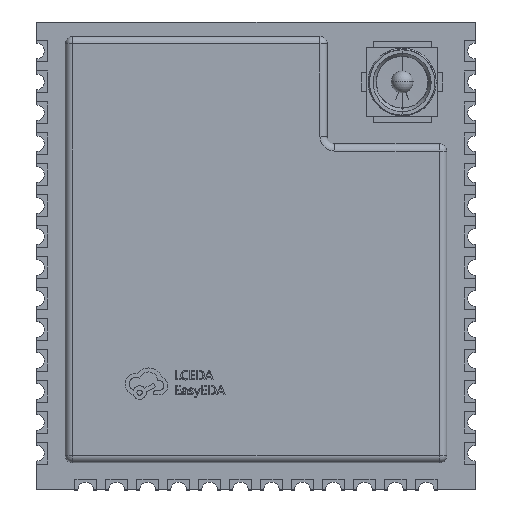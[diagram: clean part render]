
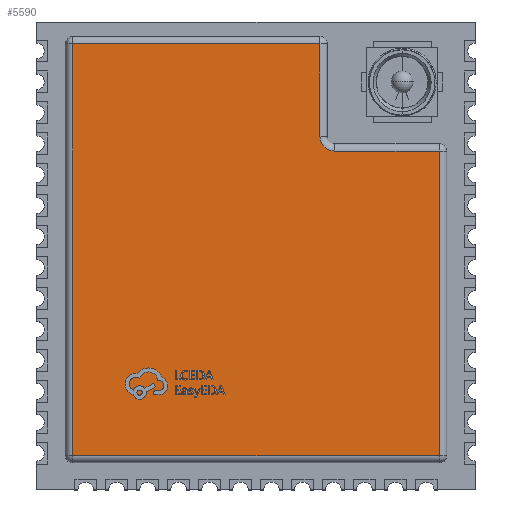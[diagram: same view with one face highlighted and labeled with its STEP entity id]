
A CAD part, top view. The second image highlights one B-rep face of the part: STEP entity #5590.
In plain terms, the highlighted planar face has unit normal (0, 0, 1).
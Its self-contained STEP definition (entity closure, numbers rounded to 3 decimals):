
#1129 = CARTESIAN_POINT ( 'NONE',  ( 7.525, 0., 3.21 ) ) ;
#2609 = EDGE_CURVE ( 'NONE', #23516, #41832, #9596, .T. ) ;
#2749 = CARTESIAN_POINT ( 'NONE',  ( 2.625, 8.7, 3.21 ) ) ;
#3243 = LINE ( 'NONE', #19209, #9968 ) ;
#3638 = CARTESIAN_POINT ( 'NONE',  ( 7.525, -8.2, 3.21 ) ) ;
#5590 = ADVANCED_FACE ( 'NONE', ( #9245 ), #9440, .T. ) ;
#6260 = CARTESIAN_POINT ( 'NONE',  ( 0., 0., 3.21 ) ) ;
#6734 = VECTOR ( 'NONE', #26674, 1000. ) ;
#7290 = ORIENTED_EDGE ( 'NONE', *, *, #32228, .F. ) ;
#8346 = LINE ( 'NONE', #33888, #25103 ) ;
#8410 = CARTESIAN_POINT ( 'NONE',  ( 7.525, 4.3, 3.21 ) ) ;
#9245 = FACE_OUTER_BOUND ( 'NONE', #35963, .T. ) ;
#9308 = VERTEX_POINT ( 'NONE', #2749 ) ;
#9440 = PLANE ( 'NONE',  #21000 ) ;
#9596 = LINE ( 'NONE', #35972, #24524 ) ;
#9639 = DIRECTION ( 'NONE',  ( -1., 0., 0. ) ) ;
#9968 = VECTOR ( 'NONE', #9639, 1000. ) ;
#12764 = LINE ( 'NONE', #29553, #38494 ) ;
#14291 = VECTOR ( 'NONE', #40105, 1000. ) ;
#15317 = EDGE_CURVE ( 'NONE', #41832, #22546, #33874, .T. ) ;
#16053 = DIRECTION ( 'NONE',  ( 1., 0., 0. ) ) ;
#16175 = DIRECTION ( 'NONE',  ( -1., 0., 0. ) ) ;
#16934 = CARTESIAN_POINT ( 'NONE',  ( 3.225, 4.3, 3.21 ) ) ;
#17287 = ORIENTED_EDGE ( 'NONE', *, *, #19056, .T. ) ;
#17304 = ORIENTED_EDGE ( 'NONE', *, *, #19477, .T. ) ;
#18404 = CIRCLE ( 'NONE', #38814, 0.6 ) ;
#18778 = ORIENTED_EDGE ( 'NONE', *, *, #24175, .T. ) ;
#19056 = EDGE_CURVE ( 'NONE', #41988, #23516, #23914, .T. ) ;
#19209 = CARTESIAN_POINT ( 'NONE',  ( 0., 4.3, 3.21 ) ) ;
#19477 = EDGE_CURVE ( 'NONE', #26259, #9308, #8346, .T. ) ;
#19688 = CARTESIAN_POINT ( 'NONE',  ( -7.525, 0., 3.21 ) ) ;
#21000 = AXIS2_PLACEMENT_3D ( 'NONE', #6260, #32207, #16053 ) ;
#22530 = DIRECTION ( 'NONE',  ( 1., 0., 0. ) ) ;
#22546 = VERTEX_POINT ( 'NONE', #8410 ) ;
#22645 = CARTESIAN_POINT ( 'NONE',  ( 3.225, 4.9, 3.21 ) ) ;
#23516 = VERTEX_POINT ( 'NONE', #38426 ) ;
#23861 = DIRECTION ( 'NONE',  ( 0., 1., 0. ) ) ;
#23914 = LINE ( 'NONE', #19688, #6734 ) ;
#24175 = EDGE_CURVE ( 'NONE', #9308, #41988, #12764, .T. ) ;
#24524 = VECTOR ( 'NONE', #22530, 1000. ) ;
#25103 = VECTOR ( 'NONE', #23861, 1000. ) ;
#26228 = VERTEX_POINT ( 'NONE', #16934 ) ;
#26259 = VERTEX_POINT ( 'NONE', #36059 ) ;
#26674 = DIRECTION ( 'NONE',  ( 0., -1., 0. ) ) ;
#27862 = ORIENTED_EDGE ( 'NONE', *, *, #15317, .T. ) ;
#28061 = CARTESIAN_POINT ( 'NONE',  ( -7.525, 8.7, 3.21 ) ) ;
#28249 = ORIENTED_EDGE ( 'NONE', *, *, #36802, .T. ) ;
#29553 = CARTESIAN_POINT ( 'NONE',  ( 0., 8.7, 3.21 ) ) ;
#32207 = DIRECTION ( 'NONE',  ( 0., 0., 1. ) ) ;
#32228 = EDGE_CURVE ( 'NONE', #26259, #26228, #18404, .T. ) ;
#33098 = DIRECTION ( 'NONE',  ( 1., 0., 0. ) ) ;
#33874 = LINE ( 'NONE', #1129, #14291 ) ;
#33888 = CARTESIAN_POINT ( 'NONE',  ( 2.625, 0., 3.21 ) ) ;
#35963 = EDGE_LOOP ( 'NONE', ( #7290, #17304, #18778, #17287, #41804, #27862, #28249 ) ) ;
#35972 = CARTESIAN_POINT ( 'NONE',  ( 0., -8.2, 3.21 ) ) ;
#36059 = CARTESIAN_POINT ( 'NONE',  ( 2.625, 4.9, 3.21 ) ) ;
#36802 = EDGE_CURVE ( 'NONE', #22546, #26228, #3243, .T. ) ;
#38426 = CARTESIAN_POINT ( 'NONE',  ( -7.525, -8.2, 3.21 ) ) ;
#38494 = VECTOR ( 'NONE', #16175, 1000. ) ;
#38814 = AXIS2_PLACEMENT_3D ( 'NONE', #22645, #39750, #33098 ) ;
#39750 = DIRECTION ( 'NONE',  ( 0., 0., 1. ) ) ;
#40105 = DIRECTION ( 'NONE',  ( 0., 1., 0. ) ) ;
#41804 = ORIENTED_EDGE ( 'NONE', *, *, #2609, .T. ) ;
#41832 = VERTEX_POINT ( 'NONE', #3638 ) ;
#41988 = VERTEX_POINT ( 'NONE', #28061 ) ;
